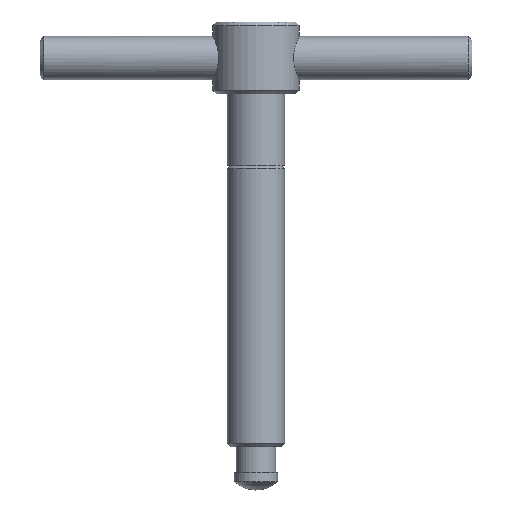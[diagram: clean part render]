
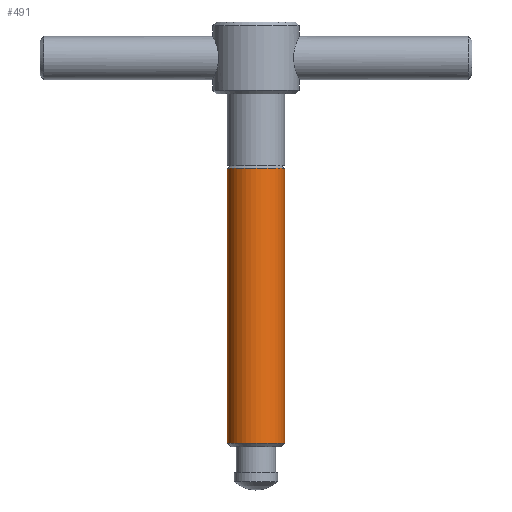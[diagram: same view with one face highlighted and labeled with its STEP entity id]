
A CAD part, front view. The second image highlights one B-rep face of the part: STEP entity #491.
In plain terms, the highlighted cylindrical face has radius 8 mm (diameter 16 mm), a partial arc.
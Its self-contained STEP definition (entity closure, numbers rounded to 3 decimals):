
#185=EDGE_CURVE('',#393,#219,#517,.T.);
#219=VERTEX_POINT('',#555);
#223=VERTEX_POINT('',#559);
#239=EDGE_CURVE('',#287,#427,#578,.T.);
#241=EDGE_CURVE('',#223,#393,#580,.T.);
#269=EDGE_CURVE('',#427,#223,#612,.T.);
#287=VERTEX_POINT('',#631);
#393=VERTEX_POINT('',#746);
#399=EDGE_CURVE('',#219,#287,#754,.T.);
#427=VERTEX_POINT('',#787);
#491=ADVANCED_FACE('',(#859),#860,.T.);
#517=CIRCLE('',#879,8.);
#555=CARTESIAN_POINT('',(8.,0.,13.));
#559=CARTESIAN_POINT('',(-8.0,0.,89.375));
#578=CIRCLE('',#958,8.);
#580=LINE('',#961,#962);
#612=CIRCLE('',#1003,8.);
#631=CARTESIAN_POINT('',(8.,0.,89.375));
#746=CARTESIAN_POINT('',(-8.0,0.,13.));
#754=LINE('',#1251,#1252);
#787=CARTESIAN_POINT('',(0.,-8.,89.375));
#859=FACE_OUTER_BOUND('',#1452,.T.);
#860=CYLINDRICAL_SURFACE('',#1453,8.);
#879=AXIS2_PLACEMENT_3D('',#1469,#1470,#1471);
#958=AXIS2_PLACEMENT_3D('',#1563,#1564,#1565);
#961=CARTESIAN_POINT('',(-8.0,0.,61.5));
#962=VECTOR('',#1566,1.0);
#1003=AXIS2_PLACEMENT_3D('',#1602,#1603,#1604);
#1251=CARTESIAN_POINT('',(8.,0.,61.5));
#1252=VECTOR('',#1747,1.0);
#1452=EDGE_LOOP('',(#1892,#1893,#1894,#1895,#1896));
#1453=AXIS2_PLACEMENT_3D('',#1897,#1898,#1899);
#1469=CARTESIAN_POINT('',(0.,0.,13.));
#1470=DIRECTION('',(0.,0.,1.0));
#1471=DIRECTION('',(1.0,0.,0.));
#1563=CARTESIAN_POINT('',(0.,0.,89.375));
#1564=DIRECTION('',(0.,0.,-1.0));
#1565=DIRECTION('',(1.0,0.,0.));
#1566=DIRECTION('',(0.,0.,-1.0));
#1602=CARTESIAN_POINT('',(0.,0.,89.375));
#1603=DIRECTION('',(0.,0.,-1.0));
#1604=DIRECTION('',(1.0,0.,0.));
#1747=DIRECTION('',(0.,0.,1.0));
#1892=ORIENTED_EDGE('',*,*,#399,.T.);
#1893=ORIENTED_EDGE('',*,*,#239,.T.);
#1894=ORIENTED_EDGE('',*,*,#269,.T.);
#1895=ORIENTED_EDGE('',*,*,#241,.T.);
#1896=ORIENTED_EDGE('',*,*,#185,.T.);
#1897=CARTESIAN_POINT('',(0.,0.,61.5));
#1898=DIRECTION('',(0.,0.,-1.0));
#1899=DIRECTION('',(1.0,0.,0.));
